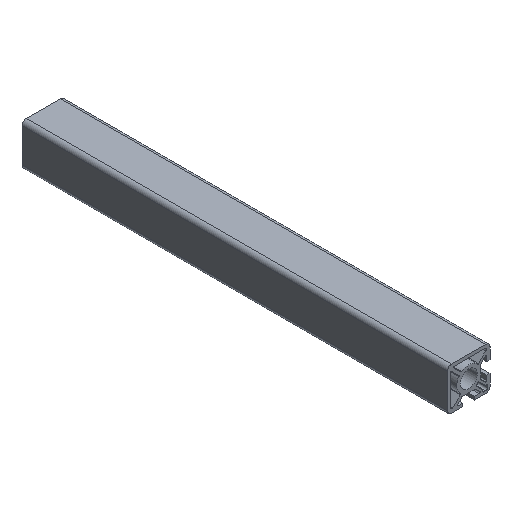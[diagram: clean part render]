
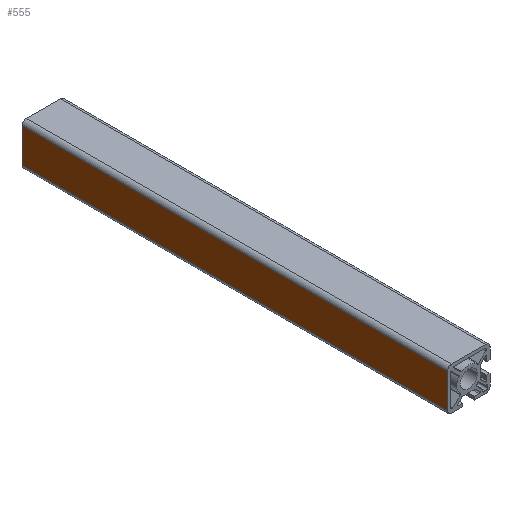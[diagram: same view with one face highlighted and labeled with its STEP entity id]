
A CAD part, isometric view. The second image highlights one B-rep face of the part: STEP entity #555.
In plain terms, the highlighted face is planar.
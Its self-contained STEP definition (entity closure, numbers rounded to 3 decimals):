
#30 = AXIS2_PLACEMENT_3D ( 'NONE', #938, #960, #955 ) ;
#74 = VECTOR ( 'NONE', #1792, 1000. ) ;
#88 = VECTOR ( 'NONE', #1786, 1000. ) ;
#138 = VECTOR ( 'NONE', #2325, 1000. ) ;
#154 = VECTOR ( 'NONE', #1788, 1000. ) ;
#555 = ADVANCED_FACE ( 'PLANAR_10', ( #931 ), #936, .T. ) ;
#590 = EDGE_CURVE ( 'NONE', #1657, #1661, #1781, .T. ) ;
#591 = EDGE_CURVE ( 'NONE', #1657, #1727, #1790, .T. ) ;
#623 = EDGE_CURVE ( 'NONE', #1661, #1626, #1916, .T. ) ;
#639 = EDGE_CURVE ( 'NONE', #1727, #1626, #2310, .T. ) ;
#931 = FACE_OUTER_BOUND ( 'NONE', #1133, .T. ) ;
#936 = PLANE ( 'NONE',  #30 ) ;
#938 = CARTESIAN_POINT ( 'NONE',  ( 15., -12., -300. ) ) ;
#955 = DIRECTION ( 'NONE',  ( 0., 1., 0. ) ) ;
#960 = DIRECTION ( 'NONE',  ( 1., 0., 0. ) ) ;
#1133 = EDGE_LOOP ( 'NONE', ( #1493, #1494, #1478, #1497 ) ) ;
#1478 = ORIENTED_EDGE ( 'NONE', *, *, #591, .T. ) ;
#1493 = ORIENTED_EDGE ( 'NONE', *, *, #623, .F. ) ;
#1494 = ORIENTED_EDGE ( 'NONE', *, *, #590, .F. ) ;
#1497 = ORIENTED_EDGE ( 'NONE', *, *, #639, .T. ) ;
#1626 = VERTEX_POINT ( 'NONE', #2159 ) ;
#1657 = VERTEX_POINT ( 'NONE', #2176 ) ;
#1661 = VERTEX_POINT ( 'NONE', #2180 ) ;
#1727 = VERTEX_POINT ( 'NONE', #2248 ) ;
#1781 = LINE ( 'NONE', #1785, #88 ) ;
#1785 = CARTESIAN_POINT ( 'NONE',  ( 15., -12., -300. ) ) ;
#1786 = DIRECTION ( 'NONE',  ( 0., 0., 1. ) ) ;
#1787 = CARTESIAN_POINT ( 'NONE',  ( 15., -12., -300. ) ) ;
#1788 = DIRECTION ( 'NONE',  ( 0., 1., 0. ) ) ;
#1790 = LINE ( 'NONE', #1787, #74 ) ;
#1792 = DIRECTION ( 'NONE',  ( 0., 1., 0. ) ) ;
#1914 = CARTESIAN_POINT ( 'NONE',  ( 15., -12., 0. ) ) ;
#1916 = LINE ( 'NONE', #1914, #154 ) ;
#2159 = CARTESIAN_POINT ( 'NONE',  ( 15., 12., 0. ) ) ;
#2176 = CARTESIAN_POINT ( 'NONE',  ( 15., -12., -300. ) ) ;
#2180 = CARTESIAN_POINT ( 'NONE',  ( 15., -12., 0. ) ) ;
#2248 = CARTESIAN_POINT ( 'NONE',  ( 15., 12., -300. ) ) ;
#2310 = LINE ( 'NONE', #2312, #138 ) ;
#2312 = CARTESIAN_POINT ( 'NONE',  ( 15., 12., -300. ) ) ;
#2325 = DIRECTION ( 'NONE',  ( 0., 0., 1. ) ) ;
